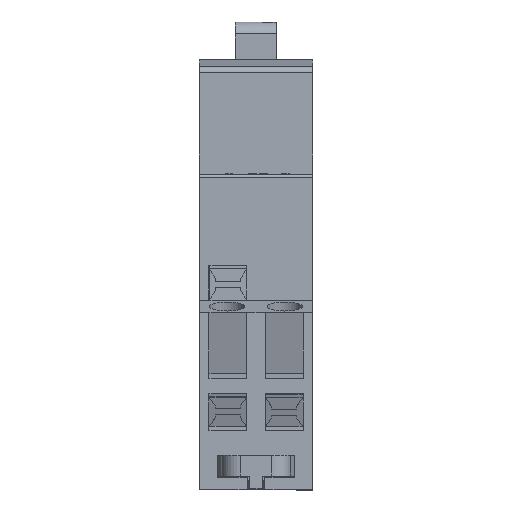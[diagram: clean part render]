
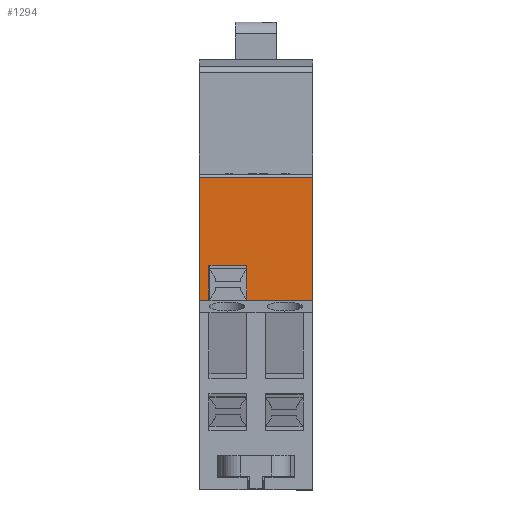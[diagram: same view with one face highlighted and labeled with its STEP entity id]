
A CAD part, left-side view. The second image highlights one B-rep face of the part: STEP entity #1294.
In plain terms, the highlighted face is planar.
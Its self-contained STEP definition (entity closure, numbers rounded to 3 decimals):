
#1294=ADVANCED_FACE('',(#9194),#9196,.T.);
#9194=FACE_BOUND('',#9195,.T.);
#9195=EDGE_LOOP('',(#17217,#17218,#17219,#17220,#17221,#17222,#17223,#17224));
#9196=PLANE('',#9197);
#9197=AXIS2_PLACEMENT_3D('',#9198,#9199,#9200);
#9198=CARTESIAN_POINT('',(183.129,0.,1.9));
#9199=DIRECTION('',(1.,0.,0.));
#9200=DIRECTION('',(0.,0.,-1.));
#17217=ORIENTED_EDGE('',*,*,#24163,.F.);
#17218=ORIENTED_EDGE('',*,*,#24134,.T.);
#17219=ORIENTED_EDGE('',*,*,#24164,.T.);
#17220=ORIENTED_EDGE('',*,*,#24165,.T.);
#17221=ORIENTED_EDGE('',*,*,#24166,.T.);
#17222=ORIENTED_EDGE('',*,*,#24167,.T.);
#17223=ORIENTED_EDGE('',*,*,#24168,.T.);
#17224=ORIENTED_EDGE('',*,*,#24169,.F.);
#24134=EDGE_CURVE('',#28265,#28263,#28266,.T.);
#24163=EDGE_CURVE('',#28265,#28321,#28322,.T.);
#24164=EDGE_CURVE('',#28263,#28323,#28324,.T.);
#24165=EDGE_CURVE('',#28323,#28325,#28326,.F.);
#24166=EDGE_CURVE('',#28325,#28327,#28328,.F.);
#24167=EDGE_CURVE('',#28327,#28329,#28330,.F.);
#24168=EDGE_CURVE('',#28329,#28331,#28332,.T.);
#24169=EDGE_CURVE('',#28321,#28331,#28333,.T.);
#28263=VERTEX_POINT('',#36461);
#28265=VERTEX_POINT('',#36465);
#28266=LINE('',#36466,#36467);
#28321=VERTEX_POINT('',#36582);
#28322=LINE('',#36583,#36584);
#28323=VERTEX_POINT('',#36586);
#28324=LINE('',#36587,#36588);
#28325=VERTEX_POINT('',#36590);
#28326=LINE('',#36591,#36592);
#28327=VERTEX_POINT('',#36594);
#28328=LINE('',#36595,#36596);
#28329=VERTEX_POINT('',#36598);
#28330=LINE('',#36599,#36600);
#28331=VERTEX_POINT('',#36602);
#28332=LINE('',#36603,#36604);
#28333=LINE('',#36606,#36607);
#36461=CARTESIAN_POINT('',(183.129,0.,-18.1));
#36465=CARTESIAN_POINT('',(183.129,0.,1.4));
#36466=CARTESIAN_POINT('',(183.129,0.,1.4));
#36467=VECTOR('',#36468,1.);
#36468=DIRECTION('',(0.,0.,-1.));
#36582=CARTESIAN_POINT('',(183.129,18.,1.4));
#36583=CARTESIAN_POINT('',(183.129,0.,1.4));
#36584=VECTOR('',#36585,1.);
#36585=DIRECTION('',(0.,1.,0.));
#36586=CARTESIAN_POINT('',(183.129,1.542,-18.1));
#36587=CARTESIAN_POINT('',(183.129,0.,-18.1));
#36588=VECTOR('',#36589,1.);
#36589=DIRECTION('',(0.,1.,0.));
#36590=CARTESIAN_POINT('',(183.129,1.542,-12.6));
#36591=CARTESIAN_POINT('',(183.129,1.542,-12.6));
#36592=VECTOR('',#36593,1.);
#36593=DIRECTION('',(0.,0.,-1.));
#36594=CARTESIAN_POINT('',(183.129,7.536,-12.6));
#36595=CARTESIAN_POINT('',(183.129,7.536,-12.6));
#36596=VECTOR('',#36597,1.);
#36597=DIRECTION('',(0.,-1.,0.));
#36598=CARTESIAN_POINT('',(183.129,7.536,-18.1));
#36599=CARTESIAN_POINT('',(183.129,7.536,-18.1));
#36600=VECTOR('',#36601,1.);
#36601=DIRECTION('',(0.,0.,1.));
#36602=CARTESIAN_POINT('',(183.129,18.,-18.1));
#36603=CARTESIAN_POINT('',(183.129,7.536,-18.1));
#36604=VECTOR('',#36605,1.);
#36605=DIRECTION('',(0.,1.,0.));
#36606=CARTESIAN_POINT('',(183.129,18.,1.4));
#36607=VECTOR('',#36608,1.);
#36608=DIRECTION('',(0.,0.,-1.));
